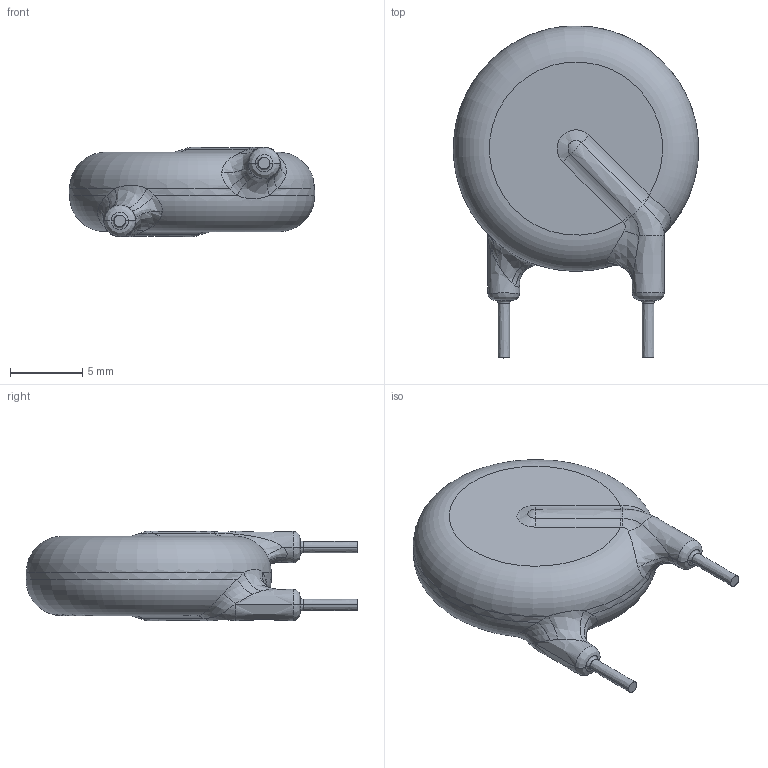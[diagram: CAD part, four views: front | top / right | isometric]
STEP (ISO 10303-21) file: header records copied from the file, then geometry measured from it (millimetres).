
FILE_DESCRIPTION((''),'2;1');
FILE_NAME('CDISK_P10X4_D17_TH5-5','2019-01-20T',('Dragos'),(''),'PRO/ENGINEER BY PARAMETRIC TECHNOLOGY CORPORATION, 2004440','PRO/ENGINEER BY PARAMETRIC TECHNOLOGY CORPORATION, 2004440','');
FILE_SCHEMA(('AUTOMOTIVE_DESIGN { 1 0 10303 214 1 1 1 1 }'));
Length unit declared in the file: millimetre
Products named in the file (1): CDISK_P10X4_D17_TH5-5
Bounding box: 16.99 x 22.99 x 6.2 mm (x, y, z)
Volume: 1166.3 mm3; surface area: 703 mm2
Topology: 1 solids, 1 shells, 56 faces, 151 edges, 106 vertices
Faces by surface type: bspline 46, plane 4, cylinder 2, torus 2, sphere 2
Entity records: 4469 total; most frequent: CARTESIAN_POINT 2794, ORIENTED_EDGE 252, PRESENTATION_STYLE_ASSIGNMENT 163, STYLED_ITEM 157, CURVE_STYLE 156, DIRECTION 133, EDGE_CURVE 126, B_SPLINE_CURVE_WITH_KNOTS 79
